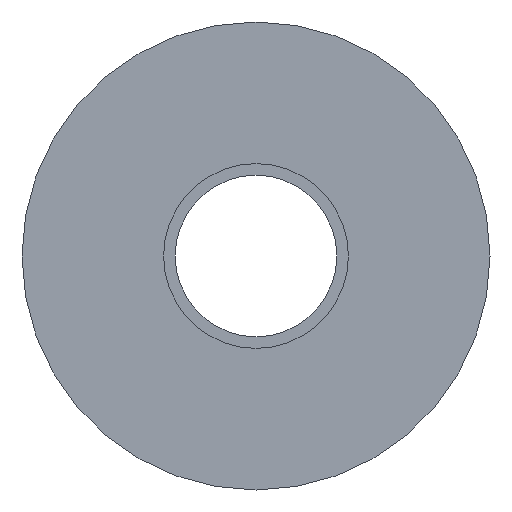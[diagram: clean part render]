
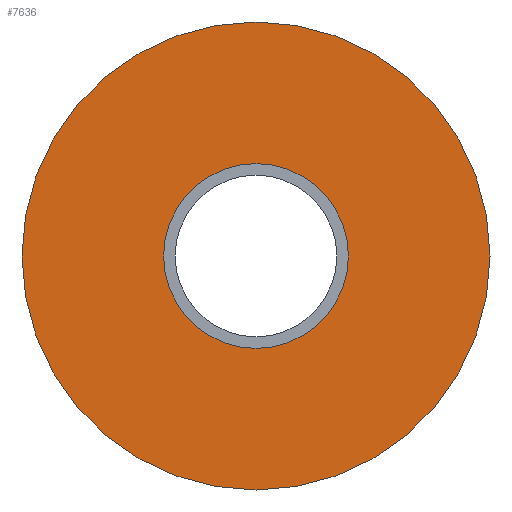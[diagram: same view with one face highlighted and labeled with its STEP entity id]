
A CAD part, front view. The second image highlights one B-rep face of the part: STEP entity #7636.
In plain terms, the highlighted planar face has unit normal (0, -1, 0).
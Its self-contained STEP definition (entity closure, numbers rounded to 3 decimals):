
#1201=FACE_BOUND('',#1930,.T.);
#1204=PLANE('',#8157);
#1457=FACE_OUTER_BOUND('',#1929,.T.);
#1929=EDGE_LOOP('',(#6349));
#1930=EDGE_LOOP('',(#6350));
#2523=CIRCLE('',#7951,8.);
#2657=CIRCLE('',#8090,20.268);
#2711=VERTEX_POINT('',#9329);
#3487=VERTEX_POINT('',#22284);
#3541=EDGE_CURVE('',#2711,#2711,#2523,.T.);
#4321=EDGE_CURVE('',#3487,#3487,#2657,.T.);
#6349=ORIENTED_EDGE('',*,*,#4321,.T.);
#6350=ORIENTED_EDGE('',*,*,#3541,.T.);
#7636=ADVANCED_FACE('',(#1457,#1201),#1204,.T.);
#7951=AXIS2_PLACEMENT_3D('',#9330,#8360,#8361);
#8090=AXIS2_PLACEMENT_3D('',#22285,#8642,#8643);
#8157=AXIS2_PLACEMENT_3D('',#25495,#8842,#8843);
#8360=DIRECTION('center_axis',(0.,1.,0.));
#8361=DIRECTION('ref_axis',(1.,0.,0.));
#8642=DIRECTION('center_axis',(0.,-1.,0.));
#8643=DIRECTION('ref_axis',(1.,0.,0.));
#8842=DIRECTION('center_axis',(0.,-1.,0.));
#8843=DIRECTION('ref_axis',(0.,0.,-1.));
#9329=CARTESIAN_POINT('',(-8.,-5.929,0.));
#9330=CARTESIAN_POINT('Origin',(0.,-5.929,0.));
#22284=CARTESIAN_POINT('',(0.,-5.929,-20.268));
#22285=CARTESIAN_POINT('Origin',(0.,-5.929,
0.));
#25495=CARTESIAN_POINT('Origin',(0.,-5.929,
0.));
